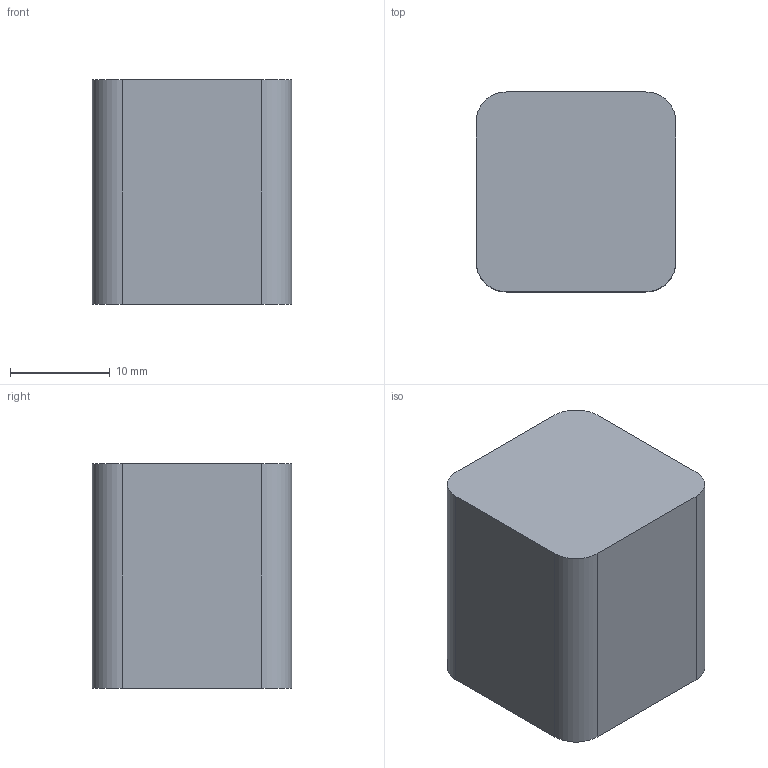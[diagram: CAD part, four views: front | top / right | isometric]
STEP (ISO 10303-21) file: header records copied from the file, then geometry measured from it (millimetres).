
FILE_DESCRIPTION(/* description */ (''),/* implementation_level */ '2;1');
FILE_NAME(/* name */ 'Fiducial (22.5mm)_v1.step',/* time_stamp */ '2025-04-08T13:45:58-04:00',/* author */ (''),/* organization */ (''),/* preprocessor_version */ 'ST-DEVELOPER v20.1',/* originating_system */ 'Autodesk Translation Framework v14.4.0.0',/* authorisation */ '');
FILE_SCHEMA (('AUTOMOTIVE_DESIGN { 1 0 10303 214 3 1 1 }'));
Length unit declared in the file: millimetre
Products named in the file (1): Fiducial (22.5mm)
Bounding box: 20 x 20 x 22.5 mm (x, y, z)
Volume: 8826.2 mm3; surface area: 2477.5 mm2
Topology: 2 solids, 2 shells, 15 faces, 30 edges, 20 vertices
Faces by surface type: plane 9, cylinder 6
Full cylindrical faces by diameter (mm): 2 x2
Entity records: 442 total; most frequent: DIRECTION 74, CARTESIAN_POINT 66, ORIENTED_EDGE 60, EDGE_CURVE 30, AXIS2_PLACEMENT_3D 28, VERTEX_POINT 20, LINE 18, VECTOR 18
